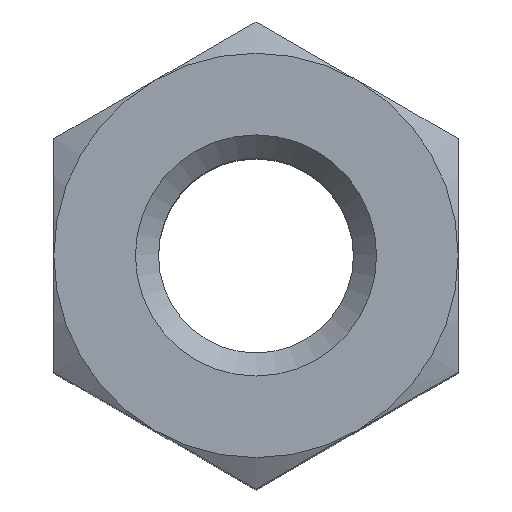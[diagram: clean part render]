
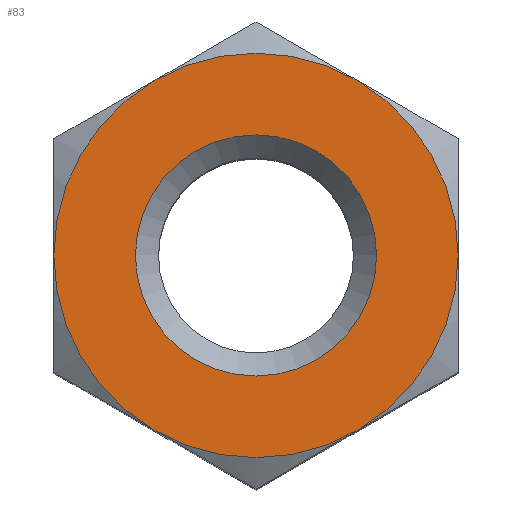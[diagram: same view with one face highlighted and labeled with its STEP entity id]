
A CAD part, top view. The second image highlights one B-rep face of the part: STEP entity #83.
In plain terms, the highlighted planar face has unit normal (0, 0, 1).
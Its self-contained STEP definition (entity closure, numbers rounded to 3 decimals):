
#83 = ADVANCED_FACE( '', ( #184, #185 ), #186, .F. );
#184 = FACE_BOUND( '', #427, .T. );
#185 = FACE_OUTER_BOUND( '', #428, .T. );
#186 = PLANE( '', #429 );
#427 = EDGE_LOOP( '', ( #703 ) );
#428 = EDGE_LOOP( '', ( #704, #705, #706, #707, #708, #709 ) );
#429 = AXIS2_PLACEMENT_3D( '', #710, #711, #712 );
#703 = ORIENTED_EDGE( '', *, *, #1133, .T. );
#704 = ORIENTED_EDGE( '', *, *, #1136, .F. );
#705 = ORIENTED_EDGE( '', *, *, #1155, .F. );
#706 = ORIENTED_EDGE( '', *, *, #1156, .F. );
#707 = ORIENTED_EDGE( '', *, *, #1157, .F. );
#708 = ORIENTED_EDGE( '', *, *, #1158, .F. );
#709 = ORIENTED_EDGE( '', *, *, #1159, .F. );
#710 = CARTESIAN_POINT( '', ( -7., -4.041, 22. ) );
#711 = DIRECTION( '', ( 0., 0., -1. ) );
#712 = DIRECTION( '', ( -1., 0., 0. ) );
#1133 = EDGE_CURVE( '', #1246, #1246, #1247, .T. );
#1136 = EDGE_CURVE( '', #1251, #1249, #1253, .T. );
#1155 = EDGE_CURVE( '', #1286, #1251, #1287, .T. );
#1156 = EDGE_CURVE( '', #1288, #1286, #1289, .T. );
#1157 = EDGE_CURVE( '', #1290, #1288, #1291, .T. );
#1158 = EDGE_CURVE( '', #1292, #1290, #1293, .T. );
#1159 = EDGE_CURVE( '', #1249, #1292, #1294, .T. );
#1246 = VERTEX_POINT( '', #1448 );
#1247 = CIRCLE( '', #1449, 4.175 );
#1249 = VERTEX_POINT( '', #1451 );
#1251 = VERTEX_POINT( '', #1458 );
#1253 = CIRCLE( '', #1467, 7. );
#1286 = VERTEX_POINT( '', #1539 );
#1287 = CIRCLE( '', #1540, 7. );
#1288 = VERTEX_POINT( '', #1541 );
#1289 = CIRCLE( '', #1542, 7. );
#1290 = VERTEX_POINT( '', #1543 );
#1291 = CIRCLE( '', #1544, 7. );
#1292 = VERTEX_POINT( '', #1545 );
#1293 = CIRCLE( '', #1546, 7. );
#1294 = CIRCLE( '', #1547, 7. );
#1448 = CARTESIAN_POINT( '', ( -4.175, 0., 22. ) );
#1449 = AXIS2_PLACEMENT_3D( '', #1795, #1796, #1797 );
#1451 = CARTESIAN_POINT( '', ( 3.5, 6.062, 22. ) );
#1458 = CARTESIAN_POINT( '', ( -3.5, 6.062, 22. ) );
#1467 = AXIS2_PLACEMENT_3D( '', #1798, #1799, #1800 );
#1539 = CARTESIAN_POINT( '', ( -7., 0., 22. ) );
#1540 = AXIS2_PLACEMENT_3D( '', #1831, #1832, #1833 );
#1541 = CARTESIAN_POINT( '', ( -3.5, -6.062, 22. ) );
#1542 = AXIS2_PLACEMENT_3D( '', #1834, #1835, #1836 );
#1543 = CARTESIAN_POINT( '', ( 3.5, -6.062, 22. ) );
#1544 = AXIS2_PLACEMENT_3D( '', #1837, #1838, #1839 );
#1545 = CARTESIAN_POINT( '', ( 7., 0., 22. ) );
#1546 = AXIS2_PLACEMENT_3D( '', #1840, #1841, #1842 );
#1547 = AXIS2_PLACEMENT_3D( '', #1843, #1844, #1845 );
#1795 = CARTESIAN_POINT( '', ( 0., 0., 22. ) );
#1796 = DIRECTION( '', ( 0., 0., -1. ) );
#1797 = DIRECTION( '', ( -1., 0., 0. ) );
#1798 = CARTESIAN_POINT( '', ( 0., 0., 22. ) );
#1799 = DIRECTION( '', ( 0., 0., -1. ) );
#1800 = DIRECTION( '', ( -1., 0., 0. ) );
#1831 = CARTESIAN_POINT( '', ( 0., 0., 22. ) );
#1832 = DIRECTION( '', ( 0., 0., -1. ) );
#1833 = DIRECTION( '', ( -1., 0., 0. ) );
#1834 = CARTESIAN_POINT( '', ( 0., 0., 22. ) );
#1835 = DIRECTION( '', ( 0., 0., -1. ) );
#1836 = DIRECTION( '', ( -1., 0., 0. ) );
#1837 = CARTESIAN_POINT( '', ( 0., 0., 22. ) );
#1838 = DIRECTION( '', ( 0., 0., -1. ) );
#1839 = DIRECTION( '', ( -1., 0., 0. ) );
#1840 = CARTESIAN_POINT( '', ( 0., 0., 22. ) );
#1841 = DIRECTION( '', ( 0., 0., -1. ) );
#1842 = DIRECTION( '', ( -1., 0., 0. ) );
#1843 = CARTESIAN_POINT( '', ( 0., 0., 22. ) );
#1844 = DIRECTION( '', ( 0., 0., -1. ) );
#1845 = DIRECTION( '', ( -1., 0., 0. ) );
